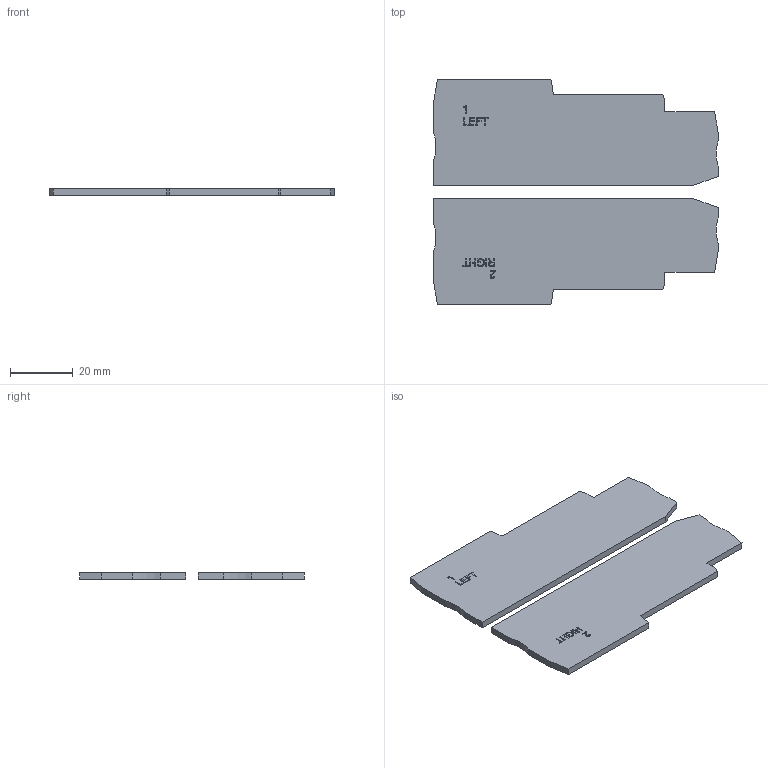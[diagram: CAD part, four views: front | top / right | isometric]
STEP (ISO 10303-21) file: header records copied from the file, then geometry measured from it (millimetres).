
FILE_DESCRIPTION(('HOOPS Exchange Step'),'2;1');
FILE_NAME('export-2B196BFC-A4FF-45A5-B251-17C94364C2D1.stp','2024-03-26T08:27:49+01:00',('Gebruiker'),('Alibre'),'HOOPS Exchange 2021.0','Alibre','Unknown authorisation');
FILE_SCHEMA( ('AP242_MANAGED_MODEL_BASED_3D_ENGINEERING_MIM_LF {1 0 10303 442 1 1 4 }') );
Length unit declared in the file: millimetre
Products named in the file (3): 6636-1 End cover - D-PTIO 1,5-S-4 - 3244588 (GRAY); 6636-2 End cover - D-PTIO 1,5-S-4 - 3244588 (GRAY); 6636 End cover - D-PTIO 1,5-S-4 - 3244588 (GRAY)
Assembly tree (2 placements, depth 2):
  6636 End cover - D-PTIO 1,5-S-4 - 3244588 (GRAY)
    6636-1 End cover - D-PTIO 1,5-S-4 - 3244588 (GRAY)
    6636-2 End cover - D-PTIO 1,5-S-4 - 3244588 (GRAY)
Bounding box: 90.8 x 71.6 x 2.2 mm (x, y, z)
Volume: 11866.6 mm3; surface area: 11990.2 mm2
Topology: 2 solids, 2 shells, 181 faces, 495 edges, 330 vertices
Faces by surface type: plane 133, extrusion 42, cylinder 6
Entity records: 5812 total; most frequent: CARTESIAN_POINT 1266, ORIENTED_EDGE 990, DIRECTION 759, EDGE_CURVE 495, VECTOR 441, LINE 399, VERTEX_POINT 330, EDGE_LOOP 193
